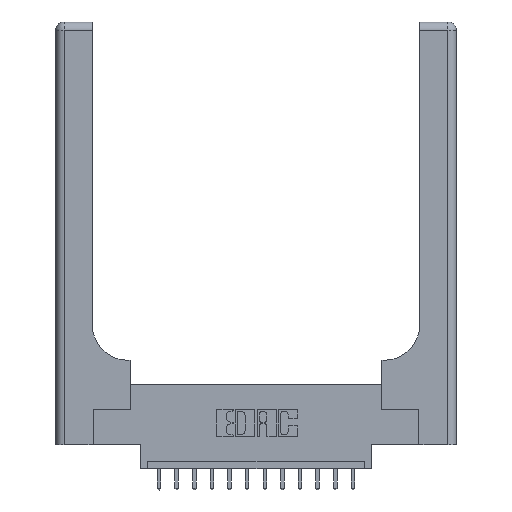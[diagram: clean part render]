
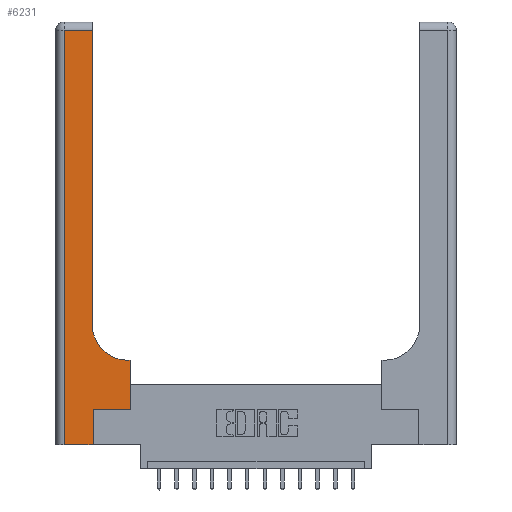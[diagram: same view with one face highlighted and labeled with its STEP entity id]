
A CAD part, top view. The second image highlights one B-rep face of the part: STEP entity #6231.
In plain terms, the highlighted planar face has unit normal (0, 0, 1).
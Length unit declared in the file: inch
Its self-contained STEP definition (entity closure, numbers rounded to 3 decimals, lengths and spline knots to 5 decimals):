
#156 = DIRECTION ( 'NONE',  ( -1., 0., 0. ) ) ;
#410 = LINE ( 'NONE', #12469, #15444 ) ;
#704 = DIRECTION ( 'NONE',  ( 0., -1., 0. ) ) ;
#745 = ORIENTED_EDGE ( 'NONE', *, *, #9332, .T. ) ;
#762 = CARTESIAN_POINT ( 'NONE',  ( 0.528, 0.6, 0.37 ) ) ;
#1094 = VECTOR ( 'NONE', #4823, 39.37008 ) ;
#1613 = LINE ( 'NONE', #11641, #12955 ) ;
#1826 = VERTEX_POINT ( 'NONE', #2081 ) ;
#1871 = LINE ( 'NONE', #1959, #11588 ) ;
#1959 = CARTESIAN_POINT ( 'NONE',  ( 0.06, 3., 0.37 ) ) ;
#2081 = CARTESIAN_POINT ( 'NONE',  ( 0.26, 0.85, 0.37 ) ) ;
#2084 = AXIS2_PLACEMENT_3D ( 'NONE', #14324, #16844, #156 ) ;
#2385 = CARTESIAN_POINT ( 'NONE',  ( 0.51, 0.85, 0.37 ) ) ;
#2464 = DIRECTION ( 'NONE',  ( 0., 1., 0. ) ) ;
#2474 = LINE ( 'NONE', #16513, #13433 ) ;
#2533 = CARTESIAN_POINT ( 'NONE',  ( 0.265, 0., 0.37 ) ) ;
#2556 = CARTESIAN_POINT ( 'NONE',  ( 0.26, 2.94, 0.37 ) ) ;
#2717 = PLANE ( 'NONE',  #2084 ) ;
#2853 = LINE ( 'NONE', #8998, #5874 ) ;
#2938 = EDGE_CURVE ( 'NONE', #6762, #6172, #2474, .T. ) ;
#2993 = LINE ( 'NONE', #9189, #9499 ) ;
#3218 = ORIENTED_EDGE ( 'NONE', *, *, #4559, .T. ) ;
#3248 = ORIENTED_EDGE ( 'NONE', *, *, #3563, .T. ) ;
#3543 = DIRECTION ( 'NONE',  ( 0., 1., 0. ) ) ;
#3563 = EDGE_CURVE ( 'NONE', #10712, #6762, #410, .T. ) ;
#3631 = CARTESIAN_POINT ( 'NONE',  ( 0., 2.94, 0.37 ) ) ;
#3710 = ORIENTED_EDGE ( 'NONE', *, *, #5175, .T. ) ;
#3726 = EDGE_CURVE ( 'NONE', #1826, #6078, #2853, .T. ) ;
#4346 = CARTESIAN_POINT ( 'NONE',  ( 0.528, 0.25, 0.37 ) ) ;
#4427 = ORIENTED_EDGE ( 'NONE', *, *, #5072, .T. ) ;
#4559 = EDGE_CURVE ( 'NONE', #11734, #7960, #1613, .T. ) ;
#4823 = DIRECTION ( 'NONE',  ( -1., 0., 0. ) ) ;
#5072 = EDGE_CURVE ( 'NONE', #7960, #1826, #12724, .T. ) ;
#5140 = AXIS2_PLACEMENT_3D ( 'NONE', #2385, #15194, #15310 ) ;
#5175 = EDGE_CURVE ( 'NONE', #6172, #5375, #2993, .T. ) ;
#5375 = VERTEX_POINT ( 'NONE', #4346 ) ;
#5874 = VECTOR ( 'NONE', #2464, 39.37008 ) ;
#6064 = DIRECTION ( 'NONE',  ( 1., 0., 0. ) ) ;
#6078 = VERTEX_POINT ( 'NONE', #2556 ) ;
#6126 = FACE_OUTER_BOUND ( 'NONE', #8624, .T. ) ;
#6147 = CARTESIAN_POINT ( 'NONE',  ( 0.265, 0.25, 0.37 ) ) ;
#6172 = VERTEX_POINT ( 'NONE', #6147 ) ;
#6212 = CARTESIAN_POINT ( 'NONE',  ( 0.51, 0.6, 0.37 ) ) ;
#6231 = ADVANCED_FACE ( 'NONE', ( #6126 ), #2717, .F. ) ;
#6762 = VERTEX_POINT ( 'NONE', #2533 ) ;
#7640 = ORIENTED_EDGE ( 'NONE', *, *, #14826, .T. ) ;
#7960 = VERTEX_POINT ( 'NONE', #6212 ) ;
#8624 = EDGE_LOOP ( 'NONE', ( #13268, #8942, #7640, #3248, #16446, #3710, #745, #3218, #4427 ) ) ;
#8942 = ORIENTED_EDGE ( 'NONE', *, *, #13678, .T. ) ;
#8998 = CARTESIAN_POINT ( 'NONE',  ( 0.26, 3., 0.37 ) ) ;
#9189 = CARTESIAN_POINT ( 'NONE',  ( 0.265, 0.25, 0.37 ) ) ;
#9332 = EDGE_CURVE ( 'NONE', #5375, #11734, #16730, .T. ) ;
#9433 = VECTOR ( 'NONE', #15609, 39.37008 ) ;
#9499 = VECTOR ( 'NONE', #13033, 39.37008 ) ;
#9928 = CARTESIAN_POINT ( 'NONE',  ( 0.06, 0., 0.37 ) ) ;
#10712 = VERTEX_POINT ( 'NONE', #9928 ) ;
#11588 = VECTOR ( 'NONE', #704, 39.37008 ) ;
#11641 = CARTESIAN_POINT ( 'NONE',  ( 0.26, 0.6, 0.37 ) ) ;
#11734 = VERTEX_POINT ( 'NONE', #762 ) ;
#11767 = CARTESIAN_POINT ( 'NONE',  ( 0.06, 2.94, 0.37 ) ) ;
#11802 = CARTESIAN_POINT ( 'NONE',  ( 0.528, 0.25, 0.37 ) ) ;
#11847 = LINE ( 'NONE', #3631, #1094 ) ;
#12469 = CARTESIAN_POINT ( 'NONE',  ( 0., 0., 0.37 ) ) ;
#12724 = CIRCLE ( 'NONE', #5140, 0.25 ) ;
#12955 = VECTOR ( 'NONE', #13106, 39.37008 ) ;
#13033 = DIRECTION ( 'NONE',  ( 1., 0., 0. ) ) ;
#13106 = DIRECTION ( 'NONE',  ( -1., 0., 0. ) ) ;
#13268 = ORIENTED_EDGE ( 'NONE', *, *, #3726, .T. ) ;
#13433 = VECTOR ( 'NONE', #3543, 39.37008 ) ;
#13678 = EDGE_CURVE ( 'NONE', #6078, #15627, #11847, .T. ) ;
#14324 = CARTESIAN_POINT ( 'NONE',  ( 0., 3., 0.37 ) ) ;
#14826 = EDGE_CURVE ( 'NONE', #15627, #10712, #1871, .T. ) ;
#15194 = DIRECTION ( 'NONE',  ( 0., 0., -1. ) ) ;
#15310 = DIRECTION ( 'NONE',  ( 1., 0., 0. ) ) ;
#15444 = VECTOR ( 'NONE', #6064, 39.37008 ) ;
#15609 = DIRECTION ( 'NONE',  ( 0., 1., 0. ) ) ;
#15627 = VERTEX_POINT ( 'NONE', #11767 ) ;
#16446 = ORIENTED_EDGE ( 'NONE', *, *, #2938, .T. ) ;
#16513 = CARTESIAN_POINT ( 'NONE',  ( 0.265, 0., 0.37 ) ) ;
#16730 = LINE ( 'NONE', #11802, #9433 ) ;
#16844 = DIRECTION ( 'NONE',  ( 0., 0., -1. ) ) ;
